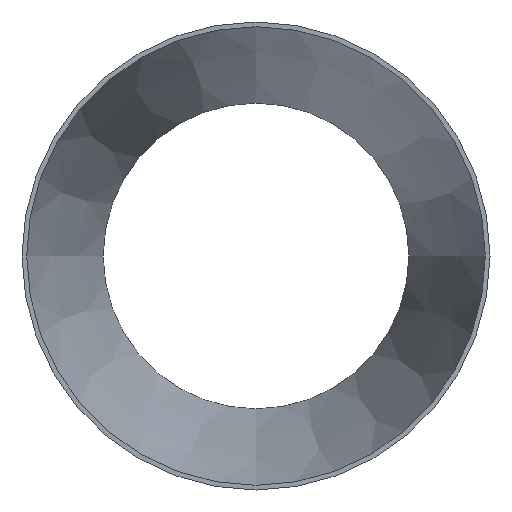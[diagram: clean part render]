
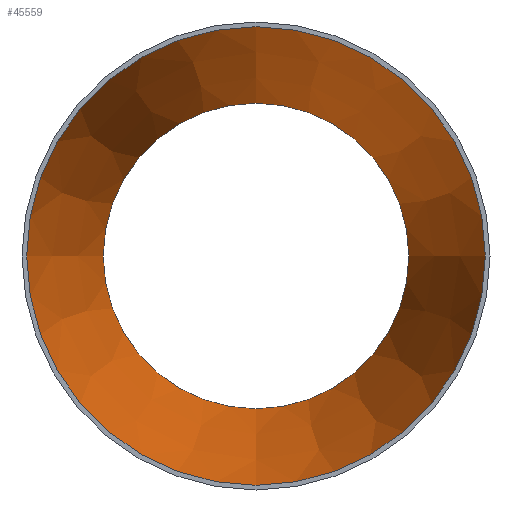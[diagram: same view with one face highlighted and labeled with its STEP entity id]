
A CAD part, front view. The second image highlights one B-rep face of the part: STEP entity #45559.
In plain terms, the highlighted conical face has half-angle 13.837 degrees and reference radius 149.91 mm.
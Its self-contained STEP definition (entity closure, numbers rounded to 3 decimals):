
#2342 = CARTESIAN_POINT ( 'NONE',  ( 0., 0., -149.91 ) ) ;
#2616 = DIRECTION ( 'NONE',  ( 0., 0., -1. ) ) ;
#2938 = CIRCLE ( 'NONE', #36119, 149.91 ) ;
#5344 = CARTESIAN_POINT ( 'NONE',  ( 0., 203., -99.91 ) ) ;
#5393 = FACE_BOUND ( 'NONE', #9682, .T. ) ;
#9682 = EDGE_LOOP ( 'NONE', ( #9791 ) ) ;
#9791 = ORIENTED_EDGE ( 'NONE', *, *, #42225, .F. ) ;
#10621 = DIRECTION ( 'NONE',  ( 0., 0., -1. ) ) ;
#12377 = DIRECTION ( 'NONE',  ( 0., -1., 0. ) ) ;
#15646 = EDGE_CURVE ( 'NONE', #40435, #40435, #2938, .T. ) ;
#15999 = VERTEX_POINT ( 'NONE', #5344 ) ;
#17778 = DIRECTION ( 'NONE',  ( 0., -1., 0. ) ) ;
#22251 = CIRCLE ( 'NONE', #34006, 99.91 ) ;
#26426 = FACE_OUTER_BOUND ( 'NONE', #31442, .T. ) ;
#28146 = CARTESIAN_POINT ( 'NONE',  ( 0., 203., 0. ) ) ;
#29241 = DIRECTION ( 'NONE',  ( 0., -1., 0. ) ) ;
#31442 = EDGE_LOOP ( 'NONE', ( #37482 ) ) ;
#32569 = AXIS2_PLACEMENT_3D ( 'NONE', #37471, #12377, #2616 ) ;
#34006 = AXIS2_PLACEMENT_3D ( 'NONE', #28146, #17778, #10621 ) ;
#34761 = CONICAL_SURFACE ( 'NONE', #32569, 149.91, 0.241 ) ;
#36119 = AXIS2_PLACEMENT_3D ( 'NONE', #43784, #29241, #36371 ) ;
#36371 = DIRECTION ( 'NONE',  ( 0., 0., -1. ) ) ;
#37471 = CARTESIAN_POINT ( 'NONE',  ( 0., 0., 0. ) ) ;
#37482 = ORIENTED_EDGE ( 'NONE', *, *, #15646, .T. ) ;
#40435 = VERTEX_POINT ( 'NONE', #2342 ) ;
#42225 = EDGE_CURVE ( 'NONE', #15999, #15999, #22251, .T. ) ;
#43784 = CARTESIAN_POINT ( 'NONE',  ( 0., 0., 0. ) ) ;
#45559 = ADVANCED_FACE ( 'NONE', ( #5393, #26426 ), #34761, .F. ) ;
